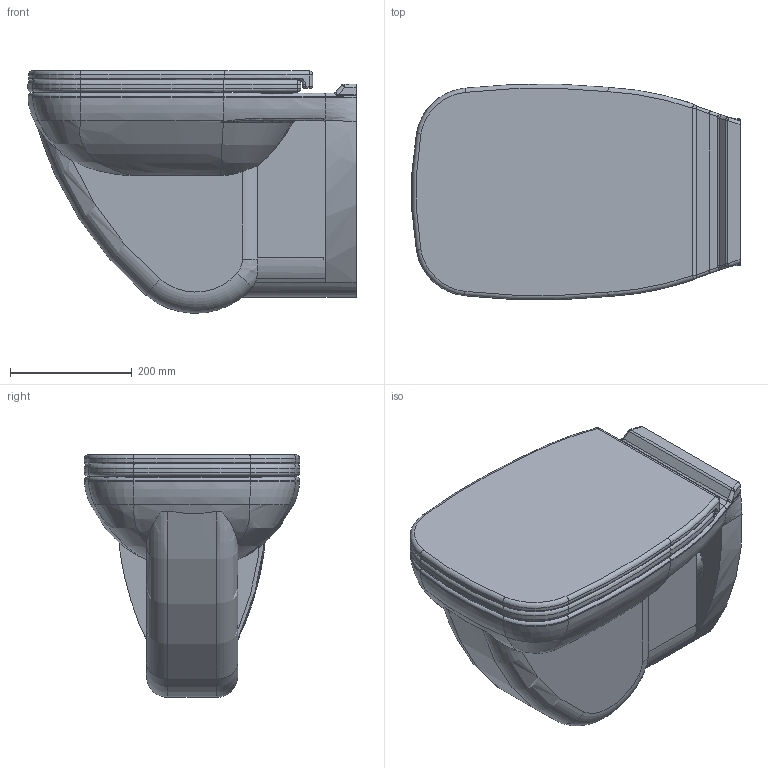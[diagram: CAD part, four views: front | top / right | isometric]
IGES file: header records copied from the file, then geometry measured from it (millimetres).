
Global section: file name: No Iges File Name specified; native system: AutoDesk Inventor R11.0; preprocessor: AutoDesk Inventor Iges Exporter R11.0; author: No Author specified; organization: No Organization specified; date: 20081120.193607; units: millimetre
Bounding box: 539.48 x 354.3 x 398.82 mm (x, y, z)
Volume: 25314970.8 mm3; surface area: 1389109 mm2
Topology: 3 solids, 3 shells, 293 faces, 725 edges, 444 vertices
Faces by surface type: torus 72, bspline 65, cylinder 62, plane 48, revolution 38, sphere 8
